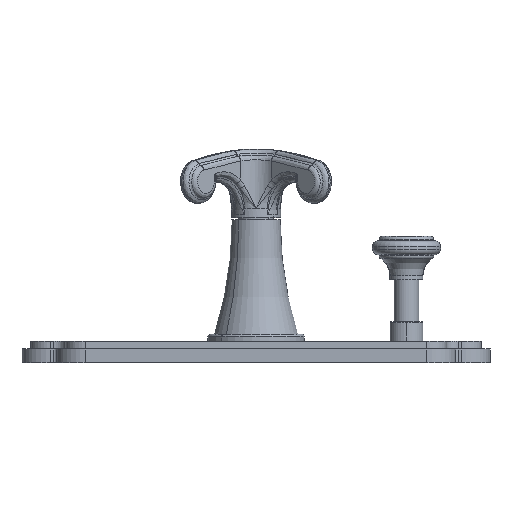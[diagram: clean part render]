
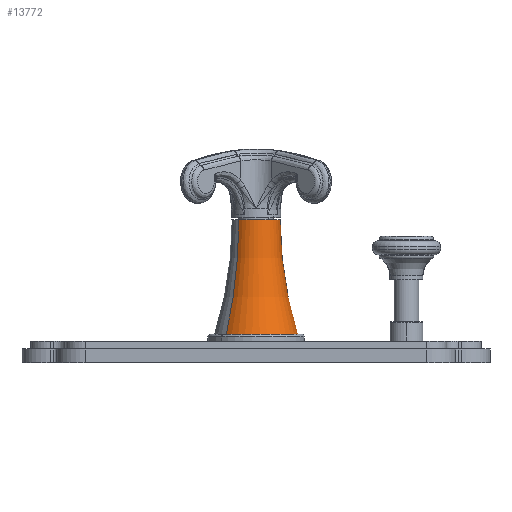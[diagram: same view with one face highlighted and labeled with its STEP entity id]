
A CAD part, left-side view. The second image highlights one B-rep face of the part: STEP entity #13772.
In plain terms, the highlighted toroidal (fillet/blend) face has major radius 147.215 mm and minor radius 138.313 mm.
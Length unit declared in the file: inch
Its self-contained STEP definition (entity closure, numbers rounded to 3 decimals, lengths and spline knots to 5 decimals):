
#3398=CARTESIAN_POINT('',(0.,0.,0.413));
#3399=DIRECTION('',(0.,0.,1.));
#3400=DIRECTION('',(-0.707,0.707,0.));
#3401=AXIS2_PLACEMENT_3D('',#3398,#3399,#3400);
#3408=CARTESIAN_POINT('',(0.,0.,2.063));
#3409=DIRECTION('',(0.,0.,1.));
#3410=DIRECTION('',(-0.707,0.707,0.));
#3411=AXIS2_PLACEMENT_3D('',#3408,#3409,#3410);
#3413=CARTESIAN_POINT('',(-4.09831,4.09831,2.063));
#3414=DIRECTION('',(0.707,0.707,0.));
#3415=DIRECTION('',(0.707,-0.707,0.));
#3416=AXIS2_PLACEMENT_3D('',#3413,#3414,#3415);
#3418=CARTESIAN_POINT('',(4.09831,-4.09831,2.063));
#3419=DIRECTION('',(-0.707,-0.707,0.));
#3420=DIRECTION('',(-0.707,0.707,0.));
#3421=AXIS2_PLACEMENT_3D('',#3418,#3419,#3420);
#9176=CARTESIAN_POINT('',(-0.24784,0.24784,2.063));
#9177=CARTESIAN_POINT('',(-0.42886,0.42886,0.413));
#9178=VERTEX_POINT('',#9176);
#9179=VERTEX_POINT('',#9177);
#9184=CARTESIAN_POINT('',(0.24784,-0.24784,2.063));
#9185=CARTESIAN_POINT('',(0.42886,-0.42886,0.413));
#9186=VERTEX_POINT('',#9184);
#9187=VERTEX_POINT('',#9185);
#13758=CARTESIAN_POINT('',(0.,0.,2.063));
#13759=DIRECTION('',(0.,0.,1.));
#13760=DIRECTION('',(0.707,-0.707,0.));
#13761=AXIS2_PLACEMENT_3D('',#13758,#13759,#13760);
#13762=TOROIDAL_SURFACE('',#13761,5.79588,5.44538);
#13764=ORIENTED_EDGE('',*,*,#13763,.F.);
#13766=ORIENTED_EDGE('',*,*,#13765,.T.);
#13768=ORIENTED_EDGE('',*,*,#13767,.T.);
#13769=ORIENTED_EDGE('',*,*,#13751,.F.);
#13770=EDGE_LOOP('',(#13764,#13766,#13768,#13769));
#13771=FACE_OUTER_BOUND('',#13770,.F.);
#13772=ADVANCED_FACE('',(#13771),#13762,.F.);
#3402=CIRCLE('',#3401,0.6065);
#3412=CIRCLE('',#3411,0.3505);
#3417=CIRCLE('',#3416,5.44538);
#3422=CIRCLE('',#3421,5.44538);
#13751=EDGE_CURVE('',#9179,#9187,#3402,.T.);
#13763=EDGE_CURVE('',#9178,#9179,#3417,.T.);
#13765=EDGE_CURVE('',#9178,#9186,#3412,.T.);
#13767=EDGE_CURVE('',#9186,#9187,#3422,.T.);
